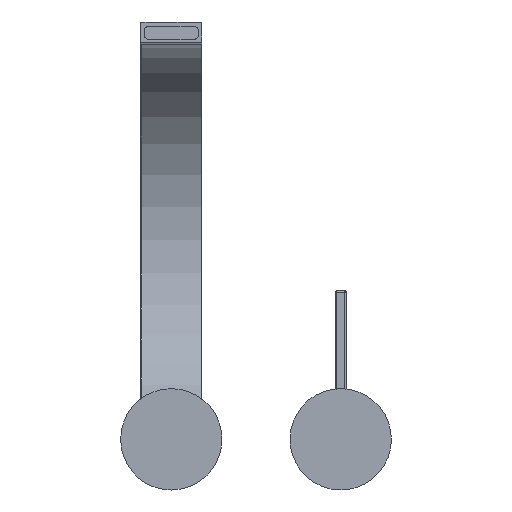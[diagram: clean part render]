
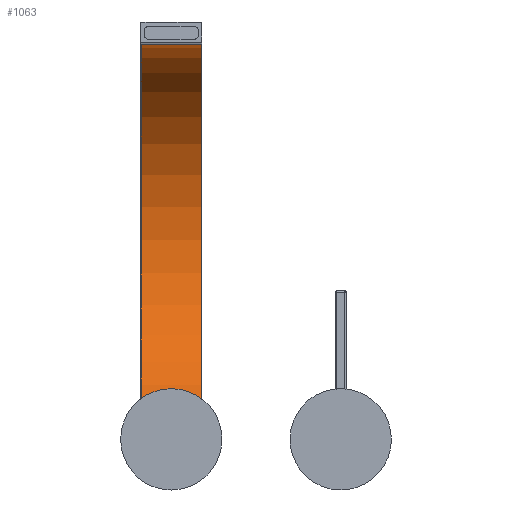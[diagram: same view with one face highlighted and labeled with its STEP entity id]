
A CAD part, front view. The second image highlights one B-rep face of the part: STEP entity #1063.
In plain terms, the highlighted cylindrical face has radius 114 mm (diameter 228 mm), a partial arc.
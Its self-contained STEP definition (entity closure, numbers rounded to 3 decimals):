
#74 = VERTEX_POINT ( 'NONE', #847 ) ;
#79 = LINE ( 'NONE', #2605, #1705 ) ;
#134 = DIRECTION ( 'NONE',  ( 1., 0., 0. ) ) ;
#334 = ORIENTED_EDGE ( 'NONE', *, *, #4147, .F. ) ;
#531 = CARTESIAN_POINT ( 'NONE',  ( -17.888, 222., 120. ) ) ;
#728 = CARTESIAN_POINT ( 'NONE',  ( -17.888, 225.979, 233.931 ) ) ;
#847 = CARTESIAN_POINT ( 'NONE',  ( 17.888, 222., 6. ) ) ;
#851 = EDGE_CURVE ( 'NONE', #4000, #1791, #2714, .T. ) ;
#1008 = ORIENTED_EDGE ( 'NONE', *, *, #3555, .T. ) ;
#1063 = ADVANCED_FACE ( 'NONE', ( #4085 ), #2133, .F. ) ;
#1187 = CARTESIAN_POINT ( 'NONE',  ( 17.888, 222., 120. ) ) ;
#1235 = DIRECTION ( 'NONE',  ( 0., 0., -1. ) ) ;
#1464 = DIRECTION ( 'NONE',  ( 1., 0., 0. ) ) ;
#1705 = VECTOR ( 'NONE', #3926, 1000. ) ;
#1791 = VERTEX_POINT ( 'NONE', #728 ) ;
#1985 = CARTESIAN_POINT ( 'NONE',  ( 17.888, 225.979, 233.931 ) ) ;
#2045 = VERTEX_POINT ( 'NONE', #1985 ) ;
#2048 = CARTESIAN_POINT ( 'NONE',  ( 0., 222., 120. ) ) ;
#2133 = CYLINDRICAL_SURFACE ( 'NONE', #3751, 114. ) ;
#2144 = DIRECTION ( 'NONE',  ( 1., 0., 0. ) ) ;
#2173 = AXIS2_PLACEMENT_3D ( 'NONE', #1187, #2144, #1235 ) ;
#2452 = ORIENTED_EDGE ( 'NONE', *, *, #3022, .T. ) ;
#2498 = AXIS2_PLACEMENT_3D ( 'NONE', #531, #1464, #4136 ) ;
#2605 = CARTESIAN_POINT ( 'NONE',  ( -17.888, 225.979, 233.931 ) ) ;
#2714 = CIRCLE ( 'NONE', #2498, 114. ) ;
#2741 = VECTOR ( 'NONE', #3916, 1000. ) ;
#2890 = CARTESIAN_POINT ( 'NONE',  ( -17.888, 222., 6. ) ) ;
#2944 = EDGE_LOOP ( 'NONE', ( #1008, #2452, #334, #3552 ) ) ;
#3022 = EDGE_CURVE ( 'NONE', #74, #2045, #4047, .T. ) ;
#3127 = CARTESIAN_POINT ( 'NONE',  ( -17.888, 222., 6. ) ) ;
#3552 = ORIENTED_EDGE ( 'NONE', *, *, #851, .F. ) ;
#3555 = EDGE_CURVE ( 'NONE', #4000, #74, #4241, .T. ) ;
#3751 = AXIS2_PLACEMENT_3D ( 'NONE', #2048, #134, #4104 ) ;
#3916 = DIRECTION ( 'NONE',  ( 1., 0., 0. ) ) ;
#3926 = DIRECTION ( 'NONE',  ( 1., 0., 0. ) ) ;
#4000 = VERTEX_POINT ( 'NONE', #3127 ) ;
#4047 = CIRCLE ( 'NONE', #2173, 114. ) ;
#4085 = FACE_OUTER_BOUND ( 'NONE', #2944, .T. ) ;
#4104 = DIRECTION ( 'NONE',  ( 0., 0., -1. ) ) ;
#4136 = DIRECTION ( 'NONE',  ( 0., 0., -1. ) ) ;
#4147 = EDGE_CURVE ( 'NONE', #1791, #2045, #79, .T. ) ;
#4241 = LINE ( 'NONE', #2890, #2741 ) ;
